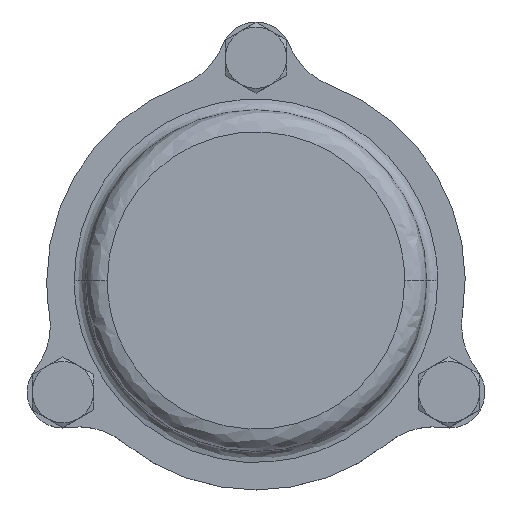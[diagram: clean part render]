
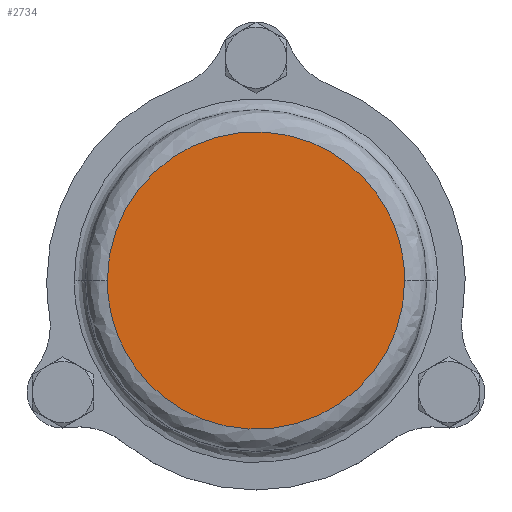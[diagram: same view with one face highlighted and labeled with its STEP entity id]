
A CAD part, top view. The second image highlights one B-rep face of the part: STEP entity #2734.
In plain terms, the highlighted planar face has unit normal (0, 0, 1).
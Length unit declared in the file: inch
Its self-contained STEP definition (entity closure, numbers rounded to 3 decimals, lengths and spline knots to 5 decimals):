
#10 = CARTESIAN_POINT ( 'NONE',  ( -1.06299, 0., 1.06299 ) ) ;
#344 = EDGE_CURVE ( 'NONE', #773, #2597, #946, .T. ) ;
#641 = CARTESIAN_POINT ( 'NONE',  ( -1.06299, 0., 1.06299 ) ) ;
#773 = VERTEX_POINT ( 'NONE', #1391 ) ;
#808 = CARTESIAN_POINT ( 'NONE',  ( 1.06299, 0., 1.06299 ) ) ;
#827 = ORIENTED_EDGE ( 'NONE', *, *, #344, .F. ) ;
#885 = CARTESIAN_POINT ( 'NONE',  ( 1.06299, 0., 1.06299 ) ) ;
#946 =( BOUNDED_CURVE ( )  B_SPLINE_CURVE ( 3, ( #641, #1827, #2849, #3037 ),
 .UNSPECIFIED., .F., .T. ) 
 B_SPLINE_CURVE_WITH_KNOTS ( ( 4, 4 ),
 ( 0., 1. ),
 .UNSPECIFIED. ) 
 CURVE ( )  GEOMETRIC_REPRESENTATION_ITEM ( )  RATIONAL_B_SPLINE_CURVE ( ( 1., 0.333, 0.333, 1. ) ) 
 REPRESENTATION_ITEM ( '' )  );
#947 = CARTESIAN_POINT ( 'NONE',  ( 0., 0., 1.06299 ) ) ;
#1212 = DIRECTION ( 'NONE',  ( 1., 0., 0. ) ) ;
#1391 = CARTESIAN_POINT ( 'NONE',  ( -1.06299, 0., 1.06299 ) ) ;
#1406 = ORIENTED_EDGE ( 'NONE', *, *, #2516, .F. ) ;
#1440 = CARTESIAN_POINT ( 'NONE',  ( 1.06299, -2.12598, 1.06299 ) ) ;
#1446 = FACE_OUTER_BOUND ( 'NONE', #2043, .T. ) ;
#1769 = CARTESIAN_POINT ( 'NONE',  ( -1.06299, -2.12598, 1.06299 ) ) ;
#1827 = CARTESIAN_POINT ( 'NONE',  ( -1.06299, 2.12598, 1.06299 ) ) ;
#1855 = AXIS2_PLACEMENT_3D ( 'NONE', #947, #2902, #1212 ) ;
#2043 = EDGE_LOOP ( 'NONE', ( #827, #1406 ) ) ;
#2178 = PLANE ( 'NONE',  #1855 ) ;
#2251 =( BOUNDED_CURVE ( )  B_SPLINE_CURVE ( 3, ( #808, #1440, #1769, #10 ),
 .UNSPECIFIED., .F., .T. ) 
 B_SPLINE_CURVE_WITH_KNOTS ( ( 4, 4 ),
 ( 0., 1. ),
 .UNSPECIFIED. ) 
 CURVE ( )  GEOMETRIC_REPRESENTATION_ITEM ( )  RATIONAL_B_SPLINE_CURVE ( ( 1., 0.333, 0.333, 1. ) ) 
 REPRESENTATION_ITEM ( '' )  );
#2516 = EDGE_CURVE ( 'NONE', #2597, #773, #2251, .T. ) ;
#2597 = VERTEX_POINT ( 'NONE', #885 ) ;
#2734 = ADVANCED_FACE ( 'NONE', ( #1446 ), #2178, .T. ) ;
#2849 = CARTESIAN_POINT ( 'NONE',  ( 1.06299, 2.12598, 1.06299 ) ) ;
#2902 = DIRECTION ( 'NONE',  ( 0., 0., 1. ) ) ;
#3037 = CARTESIAN_POINT ( 'NONE',  ( 1.06299, 0., 1.06299 ) ) ;
